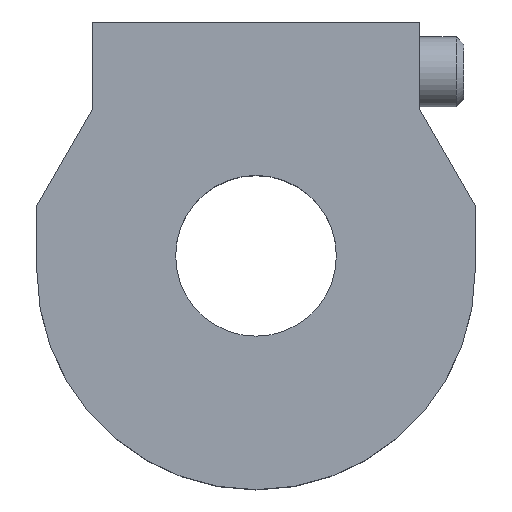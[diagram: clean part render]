
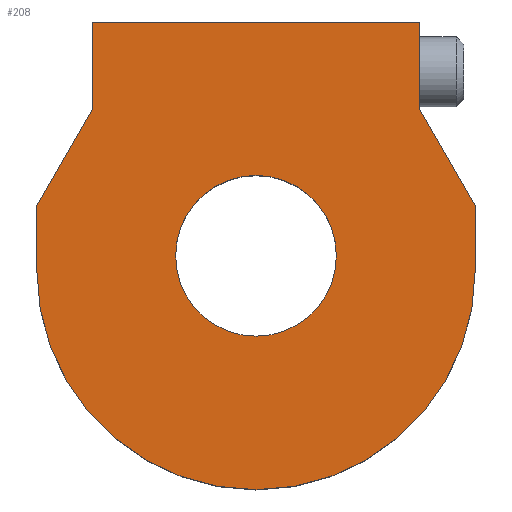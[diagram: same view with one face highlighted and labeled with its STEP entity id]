
A CAD part, top view. The second image highlights one B-rep face of the part: STEP entity #208.
In plain terms, the highlighted planar face has unit normal (0, 0, 1).
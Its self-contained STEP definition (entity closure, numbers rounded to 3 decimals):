
#208=ADVANCED_FACE('',(#1145,#1147),#1149,.T.);
#1145=FACE_BOUND('',#1146,.T.);
#1146=EDGE_LOOP('',(#1940,#1941,#1942,#1943,#1944,#1945,#1946,#1947));
#1147=FACE_BOUND('',#1148,.T.);
#1148=EDGE_LOOP('',(#1948));
#1149=PLANE('',#1150);
#1150=AXIS2_PLACEMENT_3D('',#1151,#1152,#1153);
#1151=CARTESIAN_POINT('',(0.,0.,65.));
#1152=DIRECTION('',(0.,0.,1.));
#1153=DIRECTION('',(-1.,0.,0.));
#1940=ORIENTED_EDGE('',*,*,#2468,.T.);
#1941=ORIENTED_EDGE('',*,*,#2469,.T.);
#1942=ORIENTED_EDGE('',*,*,#2470,.T.);
#1943=ORIENTED_EDGE('',*,*,#2471,.T.);
#1944=ORIENTED_EDGE('',*,*,#2472,.T.);
#1945=ORIENTED_EDGE('',*,*,#2456,.T.);
#1946=ORIENTED_EDGE('',*,*,#2463,.T.);
#1947=ORIENTED_EDGE('',*,*,#2473,.T.);
#1948=ORIENTED_EDGE('',*,*,#2474,.T.);
#2456=EDGE_CURVE('',#2726,#2724,#2727,.T.);
#2463=EDGE_CURVE('',#2724,#2736,#2738,.T.);
#2468=EDGE_CURVE('',#2745,#2746,#2747,.T.);
#2469=EDGE_CURVE('',#2746,#2748,#2749,.T.);
#2470=EDGE_CURVE('',#2748,#2750,#2751,.T.);
#2471=EDGE_CURVE('',#2750,#2752,#2753,.T.);
#2472=EDGE_CURVE('',#2752,#2726,#2754,.T.);
#2473=EDGE_CURVE('',#2736,#2745,#2755,.T.);
#2474=EDGE_CURVE('',#2756,#2756,#2757,.F.);
#2724=VERTEX_POINT('',#3179);
#2726=VERTEX_POINT('',#3183);
#2727=LINE('',#3184,#3185);
#2736=VERTEX_POINT('',#3206);
#2738=LINE('',#3210,#3211);
#2745=VERTEX_POINT('',#3228);
#2746=VERTEX_POINT('',#3229);
#2747=LINE('',#3230,#3231);
#2748=VERTEX_POINT('',#3233);
#2749=LINE('',#3234,#3235);
#2750=VERTEX_POINT('',#3237);
#2751=LINE('',#3238,#3239);
#2752=VERTEX_POINT('',#3241);
#2753=CIRCLE('',#3242,75.);
#2754=LINE('',#3246,#3247);
#2755=LINE('',#3249,#3250);
#2756=VERTEX_POINT('',#3252);
#2757=CIRCLE('',#3253,27.5);
#3179=CARTESIAN_POINT('',(56.,55.02,65.));
#3183=CARTESIAN_POINT('',(75.,22.116,65.));
#3184=CARTESIAN_POINT('',(75.,22.116,65.));
#3185=VECTOR('',#3186,1.);
#3186=DIRECTION('',(-0.5,0.866,0.));
#3206=CARTESIAN_POINT('',(56.,85.02,65.));
#3210=CARTESIAN_POINT('',(56.,55.02,65.));
#3211=VECTOR('',#3212,1.);
#3212=DIRECTION('',(0.,1.,0.));
#3228=CARTESIAN_POINT('',(-56.,85.02,65.));
#3229=CARTESIAN_POINT('',(-56.,55.02,65.));
#3230=CARTESIAN_POINT('',(-56.,85.02,65.));
#3231=VECTOR('',#3232,1.);
#3232=DIRECTION('',(0.,-1.,0.));
#3233=CARTESIAN_POINT('',(-75.,22.116,65.));
#3234=CARTESIAN_POINT('',(-56.,55.02,65.));
#3235=VECTOR('',#3236,1.);
#3236=DIRECTION('',(-0.5,-0.866,0.));
#3237=CARTESIAN_POINT('',(-75.,0.,65.));
#3238=CARTESIAN_POINT('',(-75.,22.116,65.));
#3239=VECTOR('',#3240,1.);
#3240=DIRECTION('',(0.,-1.,0.));
#3241=CARTESIAN_POINT('',(75.,0.,65.));
#3242=AXIS2_PLACEMENT_3D('',#3243,#3244,#3245);
#3243=CARTESIAN_POINT('',(0.,0.,65.));
#3244=DIRECTION('',(0.,0.,1.));
#3245=DIRECTION('',(-1.,0.,0.));
#3246=CARTESIAN_POINT('',(75.,0.,65.));
#3247=VECTOR('',#3248,1.);
#3248=DIRECTION('',(0.,1.,0.));
#3249=CARTESIAN_POINT('',(56.,85.02,65.));
#3250=VECTOR('',#3251,1.);
#3251=DIRECTION('',(-1.,0.,0.));
#3252=CARTESIAN_POINT('',(-27.5,5.02,65.));
#3253=AXIS2_PLACEMENT_3D('',#3254,#3255,#3256);
#3254=CARTESIAN_POINT('',(0.,5.02,65.));
#3255=DIRECTION('',(0.,0.,1.));
#3256=DIRECTION('',(-1.,0.,0.));
